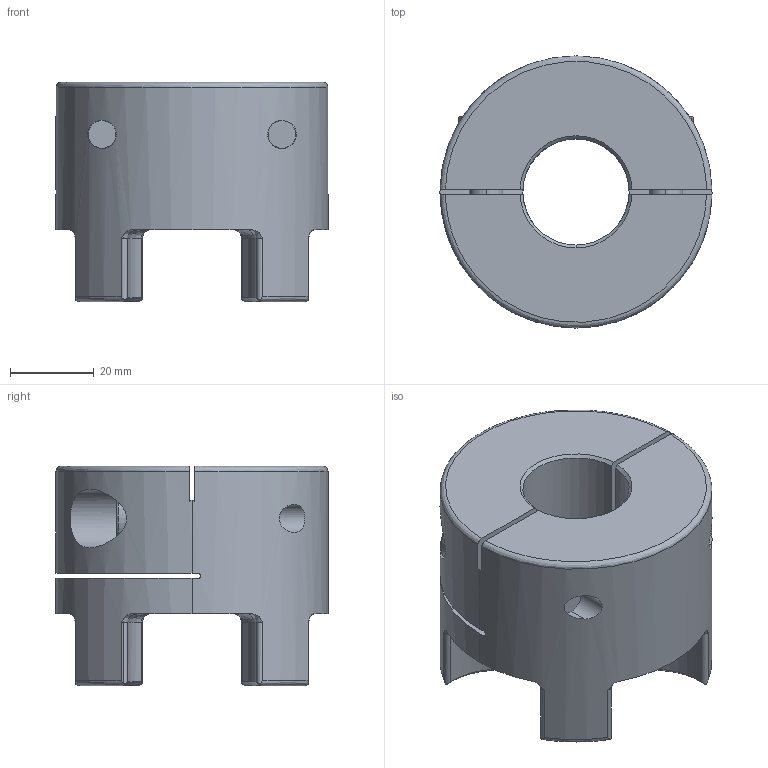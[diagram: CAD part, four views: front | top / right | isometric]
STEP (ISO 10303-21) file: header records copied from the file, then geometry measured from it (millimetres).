
FILE_DESCRIPTION (( 'STEP AP203' ), '1' );
FILE_NAME ('SJC-65C-25.4.step', '2021-04-15T12:41:04', ( '' ), ( '' ), 'SwSTEP 2.0', 'SolidWorks 2021', '' );
FILE_SCHEMA (( 'CONFIG_CONTROL_DESIGN' ));
Length unit declared in the file: inch
Products named in the file (1): SJC-65C-25.4
Bounding box: 65 x 65 x 52.5 mm (x, y, z)
Volume: 101235.5 mm3; surface area: 28552.1 mm2
Topology: 3 solids, 3 shells, 216 faces, 554 edges, 343 vertices
Faces by surface type: cylinder 77, bspline 54, plane 52, cone 33
Entity records: 9066 total; most frequent: CARTESIAN_POINT 4137, ORIENTED_EDGE 1092, DIRECTION 931, EDGE_CURVE 546, AXIS2_PLACEMENT_3D 377, VERTEX_POINT 343, EDGE_LOOP 233, FACE_OUTER_BOUND 216
